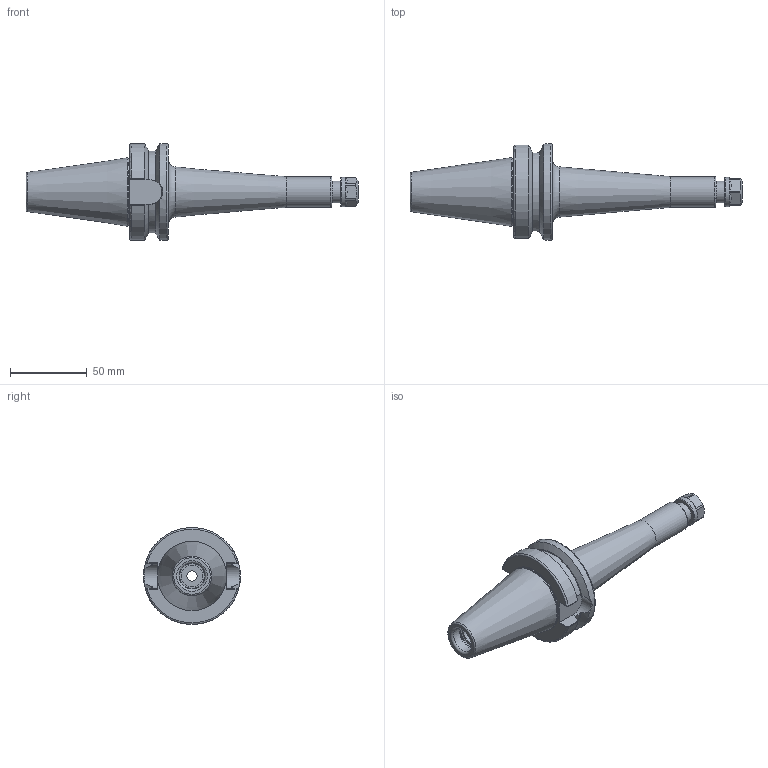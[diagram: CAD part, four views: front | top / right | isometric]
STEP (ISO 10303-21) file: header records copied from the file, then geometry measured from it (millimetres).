
FILE_DESCRIPTION(/* description */ (''),/* implementation_level */ '2;1');
FILE_NAME(/* name */ 'BT40-ER11H-150.stp',/* time_stamp */ '2019-06-12T10:56:38-05:00',/* author */ ('ldfli'),/* organization */ (''),/* preprocessor_version */ 'ST-DEVELOPER v18',/* originating_system */ 'Autodesk Inventor LT',/* authorisation */ '');
FILE_SCHEMA (('AUTOMOTIVE_DESIGN { 1 0 10303 214 3 1 1 }'));
Length unit declared in the file: millimetre
Products named in the file (1): BT40-ER11H-150
Bounding box: 215.8 x 63 x 63 mm (x, y, z)
Volume: 171889.2 mm3; surface area: 34669.8 mm2
Topology: 2 solids, 2 shells, 112 faces, 324 edges, 226 vertices
Faces by surface type: plane 44, cone 21, cylinder 21, torus 16, bspline 10
Full cylindrical faces by diameter (mm): 6.647 x1, 8.15 x1, 8.662 x1, 10.2 x1, 12.4 x1, 13.25 x1, 13.835 x1, 14 x1, 14.8 x1, 17 x1, 17.4 x1, 19 x1, 20 x1, 44.196 x1, 63 x1
Entity records: 4292 total; most frequent: CARTESIAN_POINT 1270, ORIENTED_EDGE 648, DIRECTION 636, EDGE_CURVE 324, AXIS2_PLACEMENT_3D 269, VERTEX_POINT 226, CIRCLE 166, EDGE_LOOP 126
